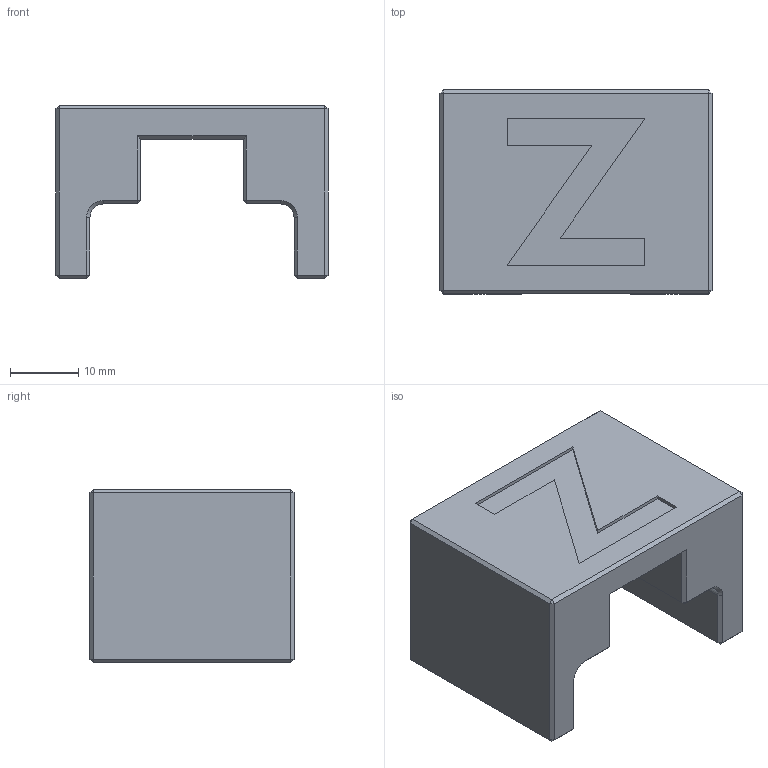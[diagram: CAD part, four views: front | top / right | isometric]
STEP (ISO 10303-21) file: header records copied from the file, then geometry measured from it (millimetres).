
FILE_DESCRIPTION(/* description */ (''),/* implementation_level */ '2;1');
FILE_NAME(/* name */ 'jig_align_linear_rail_z_axis.step',/* time_stamp */ '2020-10-08T11:04:43+07:00',/* author */ (''),/* organization */ (''),/* preprocessor_version */ 'ST-DEVELOPER v18.1',/* originating_system */ 'Autodesk Translation Framework v9.3.0.1241',/* authorisation */ '');
FILE_SCHEMA (('AUTOMOTIVE_DESIGN { 1 0 10303 214 3 1 1 }'));
Length unit declared in the file: millimetre
Products named in the file (1): Jig Set Linear Z Axis
Bounding box: 40 x 30 x 25.5 mm (x, y, z)
Volume: 16295.5 mm3; surface area: 6094.4 mm2
Topology: 1 solids, 1 shells, 77 faces, 162 edges, 88 vertices
Faces by surface type: plane 71, cone 4, cylinder 2
Entity records: 1984 total; most frequent: CARTESIAN_POINT 328, DIRECTION 326, ORIENTED_EDGE 324, EDGE_CURVE 162, LINE 154, VECTOR 154, VERTEX_POINT 88, AXIS2_PLACEMENT_3D 86
